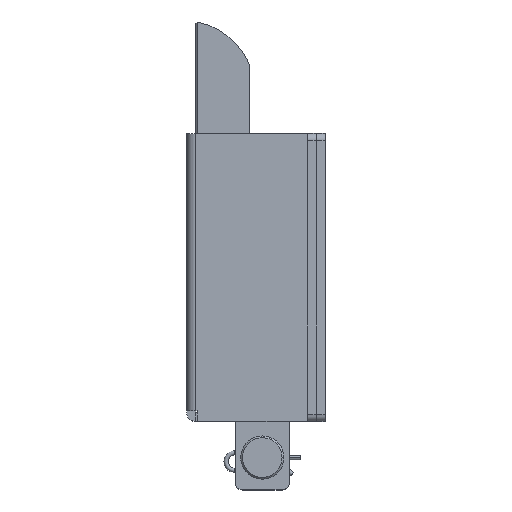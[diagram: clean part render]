
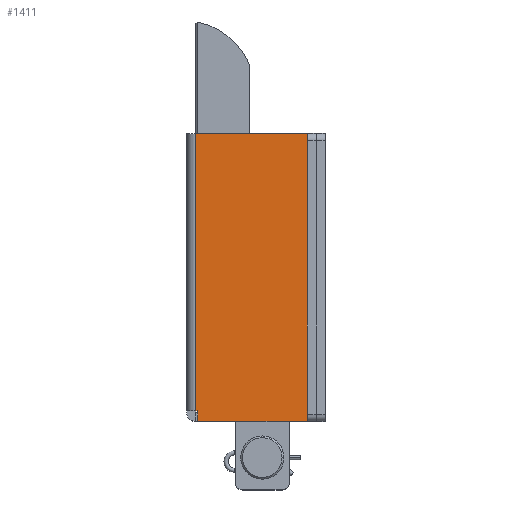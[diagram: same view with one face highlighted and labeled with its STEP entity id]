
A CAD part, top view. The second image highlights one B-rep face of the part: STEP entity #1411.
In plain terms, the highlighted face is planar.
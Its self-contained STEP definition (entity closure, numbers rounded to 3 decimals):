
#216 = PLANE ( 'NONE',  #3577 ) ;
#266 = VERTEX_POINT ( 'NONE', #938 ) ;
#348 = VERTEX_POINT ( 'NONE', #5288 ) ;
#757 = VECTOR ( 'NONE', #6817, 1000. ) ;
#938 = CARTESIAN_POINT ( 'NONE',  ( 37., 33., -15. ) ) ;
#977 = FACE_OUTER_BOUND ( 'NONE', #3023, .T. ) ;
#1060 = DIRECTION ( 'NONE',  ( 0., 1., 0. ) ) ;
#1285 = VECTOR ( 'NONE', #2355, 1000. ) ;
#1411 = ADVANCED_FACE ( 'NONE', ( #977 ), #216, .F. ) ;
#1522 = EDGE_CURVE ( 'NONE', #3551, #2242, #5568, .T. ) ;
#1632 = CARTESIAN_POINT ( 'NONE',  ( 40., 2.5, -15. ) ) ;
#1649 = DIRECTION ( 'NONE',  ( 0., 0., 1. ) ) ;
#1676 = VECTOR ( 'NONE', #5715, 1000. ) ;
#1799 = ORIENTED_EDGE ( 'NONE', *, *, #6902, .F. ) ;
#1898 = LINE ( 'NONE', #5000, #1676 ) ;
#2162 = EDGE_CURVE ( 'NONE', #3086, #2242, #2875, .T. ) ;
#2242 = VERTEX_POINT ( 'NONE', #3998 ) ;
#2306 = LINE ( 'NONE', #3670, #5890 ) ;
#2355 = DIRECTION ( 'NONE',  ( -1., 0., 0. ) ) ;
#2875 = LINE ( 'NONE', #3944, #757 ) ;
#3023 = EDGE_LOOP ( 'NONE', ( #6876, #8524, #1799, #3930, #9046, #4964 ) ) ;
#3086 = VERTEX_POINT ( 'NONE', #5648 ) ;
#3551 = VERTEX_POINT ( 'NONE', #5363 ) ;
#3577 = AXIS2_PLACEMENT_3D ( 'NONE', #5934, #1649, #6657 ) ;
#3670 = CARTESIAN_POINT ( 'NONE',  ( 40., 33.5, -15. ) ) ;
#3930 = ORIENTED_EDGE ( 'NONE', *, *, #4641, .F. ) ;
#3944 = CARTESIAN_POINT ( 'NONE',  ( 40., 33.5, -15. ) ) ;
#3998 = CARTESIAN_POINT ( 'NONE',  ( -40., 33.5, -15. ) ) ;
#4076 = CARTESIAN_POINT ( 'NONE',  ( 40., 33., -15. ) ) ;
#4397 = DIRECTION ( 'NONE',  ( 0., 1., 0. ) ) ;
#4641 = EDGE_CURVE ( 'NONE', #348, #8892, #2306, .T. ) ;
#4964 = ORIENTED_EDGE ( 'NONE', *, *, #1522, .T. ) ;
#5000 = CARTESIAN_POINT ( 'NONE',  ( 37., 33., -15. ) ) ;
#5288 = CARTESIAN_POINT ( 'NONE',  ( 40., 2.5, -15. ) ) ;
#5363 = CARTESIAN_POINT ( 'NONE',  ( -40., 2.5, -15. ) ) ;
#5467 = EDGE_CURVE ( 'NONE', #348, #3551, #6999, .T. ) ;
#5568 = LINE ( 'NONE', #6060, #7466 ) ;
#5648 = CARTESIAN_POINT ( 'NONE',  ( 37., 33.5, -15. ) ) ;
#5715 = DIRECTION ( 'NONE',  ( -1., 0., 0. ) ) ;
#5881 = DIRECTION ( 'NONE',  ( 0., 1., 0. ) ) ;
#5890 = VECTOR ( 'NONE', #4397, 1000. ) ;
#5934 = CARTESIAN_POINT ( 'NONE',  ( 40., 33.5, -15. ) ) ;
#6060 = CARTESIAN_POINT ( 'NONE',  ( -40., 33.5, -15. ) ) ;
#6657 = DIRECTION ( 'NONE',  ( 1., 0., 0. ) ) ;
#6817 = DIRECTION ( 'NONE',  ( -1., 0., 0. ) ) ;
#6876 = ORIENTED_EDGE ( 'NONE', *, *, #2162, .F. ) ;
#6902 = EDGE_CURVE ( 'NONE', #8892, #266, #1898, .T. ) ;
#6910 = VECTOR ( 'NONE', #5881, 1000. ) ;
#6999 = LINE ( 'NONE', #1632, #1285 ) ;
#7130 = LINE ( 'NONE', #7297, #6910 ) ;
#7297 = CARTESIAN_POINT ( 'NONE',  ( 37., 33., -15. ) ) ;
#7466 = VECTOR ( 'NONE', #1060, 1000. ) ;
#8524 = ORIENTED_EDGE ( 'NONE', *, *, #9219, .F. ) ;
#8892 = VERTEX_POINT ( 'NONE', #4076 ) ;
#9046 = ORIENTED_EDGE ( 'NONE', *, *, #5467, .T. ) ;
#9219 = EDGE_CURVE ( 'NONE', #266, #3086, #7130, .T. ) ;
